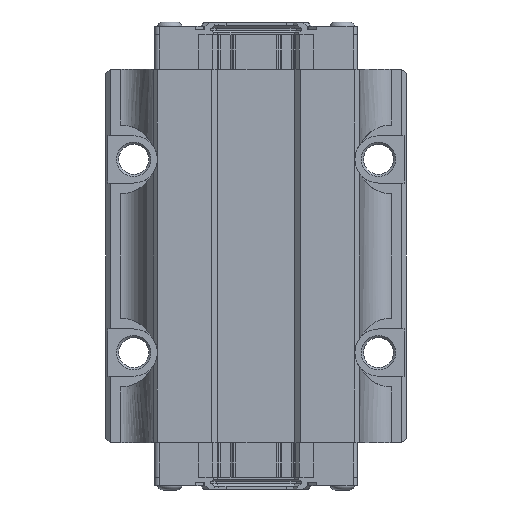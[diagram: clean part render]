
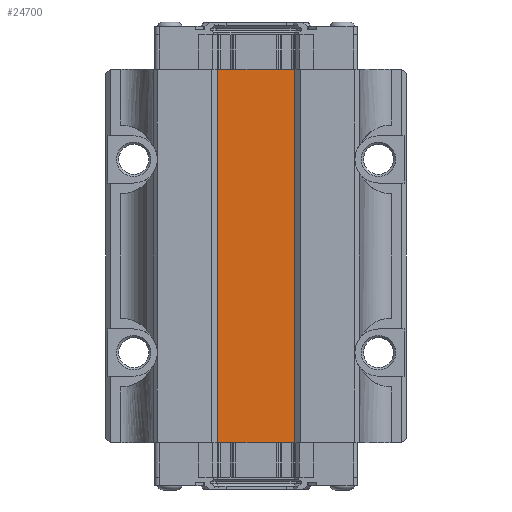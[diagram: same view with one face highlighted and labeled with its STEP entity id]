
A CAD part, front view. The second image highlights one B-rep face of the part: STEP entity #24700.
In plain terms, the highlighted planar face has unit normal (0, -1, 0).
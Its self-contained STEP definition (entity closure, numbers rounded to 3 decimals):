
#783=FACE_OUTER_BOUND('',#2171,.T.);
#2171=EDGE_LOOP('',(#15729,#15730,#15731,#15732));
#4410=LINE('',#35153,#7078);
#4510=LINE('',#35460,#7178);
#4513=LINE('',#35517,#7181);
#4514=LINE('',#35518,#7182);
#7078=VECTOR('',#28316,18.853);
#7178=VECTOR('',#28526,18.853);
#7181=VECTOR('',#28595,86.9);
#7182=VECTOR('',#28596,86.9);
#9794=VERTEX_POINT('',#35150);
#9795=VERTEX_POINT('',#35152);
#9946=VERTEX_POINT('',#35457);
#9947=VERTEX_POINT('',#35459);
#12076=EDGE_CURVE('',#9794,#9795,#4410,.T.);
#12228=EDGE_CURVE('',#9946,#9947,#4510,.T.);
#12251=EDGE_CURVE('',#9947,#9794,#4513,.T.);
#12252=EDGE_CURVE('',#9795,#9946,#4514,.T.);
#15729=ORIENTED_EDGE('',*,*,#12076,.F.);
#15730=ORIENTED_EDGE('',*,*,#12251,.F.);
#15731=ORIENTED_EDGE('',*,*,#12228,.F.);
#15732=ORIENTED_EDGE('',*,*,#12252,.F.);
#22347=PLANE('',#26217);
#24700=ADVANCED_FACE('',(#783),#22347,.F.);
#26217=AXIS2_PLACEMENT_3D('',#35516,#28593,#28594);
#28316=DIRECTION('',(1.,0.,0.));
#28526=DIRECTION('',(-1.,0.,0.));
#28593=DIRECTION('center_axis',(0.,1.,0.));
#28594=DIRECTION('ref_axis',(0.,0.,1.));
#28595=DIRECTION('',(0.,0.,1.));
#28596=DIRECTION('',(0.,0.,-1.));
#35150=CARTESIAN_POINT('',(-9.427,3.5,43.45));
#35152=CARTESIAN_POINT('',(9.427,3.5,43.45));
#35153=CARTESIAN_POINT('',(9.427,3.5,43.45));
#35457=CARTESIAN_POINT('',(9.427,3.5,-43.45));
#35459=CARTESIAN_POINT('',(-9.427,3.5,-43.45));
#35460=CARTESIAN_POINT('',(9.427,3.5,-43.45));
#35516=CARTESIAN_POINT('Origin',(9.427,3.5,43.45));
#35517=CARTESIAN_POINT('',(-9.427,3.5,43.45));
#35518=CARTESIAN_POINT('',(9.427,3.5,43.45));
